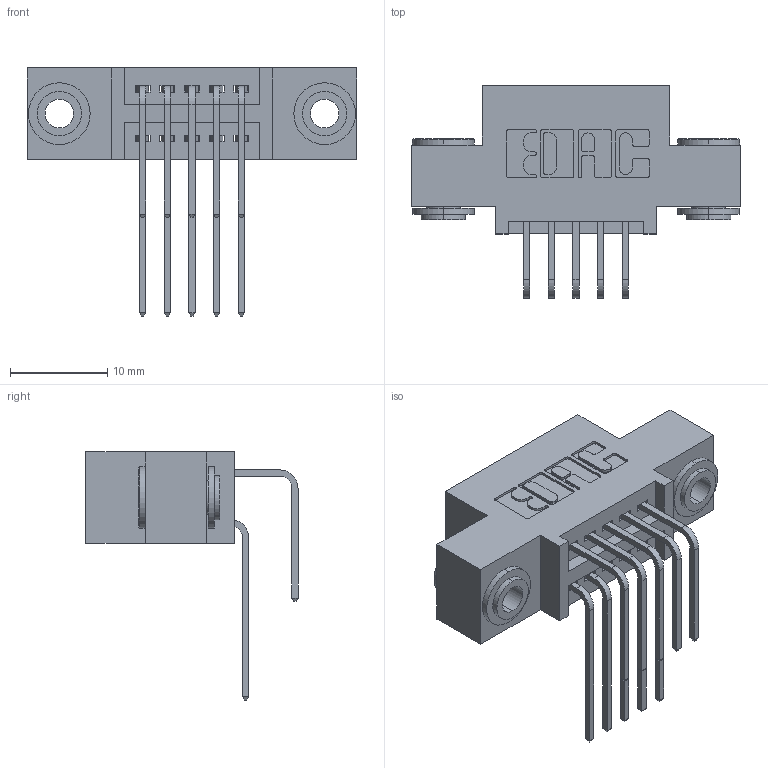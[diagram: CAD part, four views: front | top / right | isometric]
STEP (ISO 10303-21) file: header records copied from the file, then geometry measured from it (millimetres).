
FILE_DESCRIPTION (( 'STEP AP203' ), '1' );
FILE_NAME ('395-010-558-503.STEP', '2019-10-15T12:11:45', ( '' ), ( '' ), 'SwSTEP 2.0', 'SolidWorks 2016', '' );
FILE_SCHEMA (( 'CONFIG_CONTROL_DESIGN' ));
Length unit declared in the file: inch
Products named in the file (5): 395-010-558-503; 345 Part_0.110 Offset - 0.156 Dia-TH; 345-292-001_558 559 Tail - 1; 345-292-001_558 Tail - 2; 345-250-002_345-250-002-102
Assembly tree (13 placements, depth 2):
  395-010-558-503
    345 Part_0.110 Offset - 0.156 Dia-TH
    345-292-001_558 559 Tail - 1  x5
    345-292-001_558 Tail - 2  x5
    345-250-002_345-250-002-102  x2
Bounding box: 33.91 x 21.83 x 25.53 mm (x, y, z)
Volume: 2954.2 mm3; surface area: 4219.2 mm2
Topology: 13 solids, 13 shells, 688 faces, 1979 edges, 1302 vertices
Faces by surface type: plane 444, cylinder 236, cone 8
Entity records: 11338 total; most frequent: CARTESIAN_POINT 1958, ORIENTED_EDGE 1834, DIRECTION 1775, EDGE_CURVE 917, VECTOR 701, LINE 701, VERTEX_POINT 606, AXIS2_PLACEMENT_3D 537
